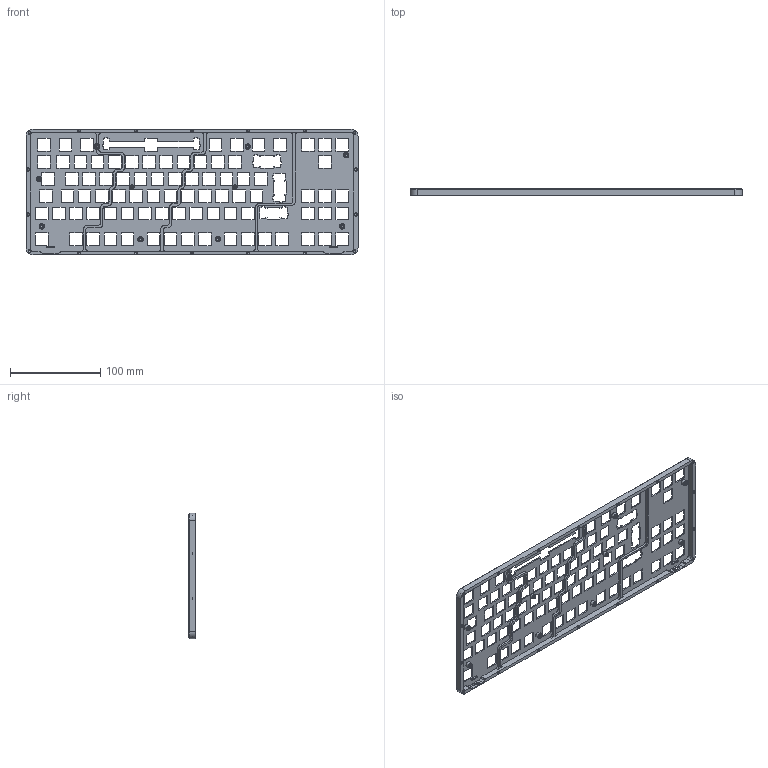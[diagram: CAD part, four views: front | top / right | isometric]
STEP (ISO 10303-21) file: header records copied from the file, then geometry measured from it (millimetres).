
FILE_DESCRIPTION(/* description */ (''),/* implementation_level */ '2;1');
FILE_NAME(/* name */ 'k-type-case-ISO v3.step',/* time_stamp */ '2018-07-15T15:47:13-03:00',/* author */ ('viniciusV939W'),/* organization */ (''),/* preprocessor_version */ 'ST-DEVELOPER v17',/* originating_system */ 'Autodesk Translation Framework v7.1.0.215',/* authorisation */ '');
FILE_SCHEMA (('AUTOMOTIVE_DESIGN { 1 0 10303 214 3 1 1 }'));
Length unit declared in the file: millimetre
Products named in the file (1): k-type-case-ISO
Bounding box: 368.27 x 7.75 x 139.49 mm (x, y, z)
Volume: 74780.7 mm3; surface area: 90453.1 mm2
Topology: 1 solids, 1 shells, 841 faces, 2476 edges, 1659 vertices
Faces by surface type: plane 611, cylinder 138, cone 92
Full cylindrical faces by diameter (mm): 2.5 x26, 3 x2, 4.5 x8, 5 x2, 6 x8
Entity records: 28176 total; most frequent: CARTESIAN_POINT 4951, ORIENTED_EDGE 4900, DIRECTION 4617, EDGE_CURVE 2450, LINE 1967, VECTOR 1967, VERTEX_POINT 1659, AXIS2_PLACEMENT_3D 1325
